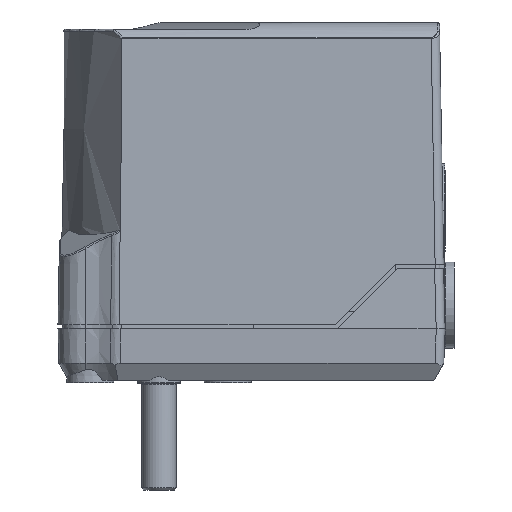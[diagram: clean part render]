
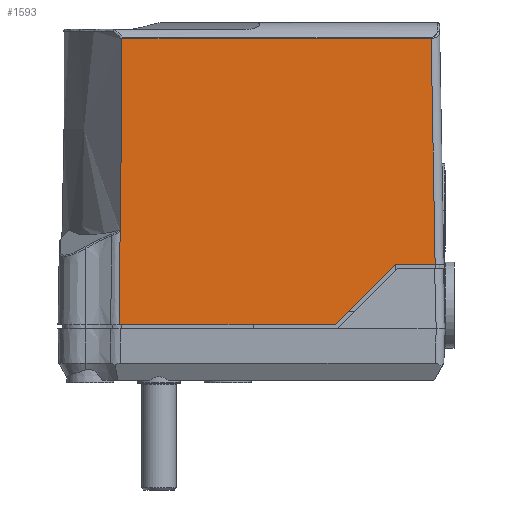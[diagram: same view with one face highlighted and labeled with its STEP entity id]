
A CAD part, left-side view. The second image highlights one B-rep face of the part: STEP entity #1593.
In plain terms, the highlighted planar face has unit normal (-1, 0, 0.018).
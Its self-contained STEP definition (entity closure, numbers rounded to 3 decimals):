
#1158=B_SPLINE_CURVE_WITH_KNOTS('',3,(#8678,#8679,#8680,#8681),.UNSPECIFIED.,
.F.,.F.,(4,4),(0.,1.),.UNSPECIFIED.);
#1167=B_SPLINE_CURVE_WITH_KNOTS('',3,(#8776,#8777,#8778,#8779),.UNSPECIFIED.,
.F.,.F.,(4,4),(0.,1.),.UNSPECIFIED.);
#1172=B_SPLINE_CURVE_WITH_KNOTS('',3,(#8893,#8894,#8895,#8896),.UNSPECIFIED.,
.F.,.F.,(4,4),(0.,1.),.UNSPECIFIED.);
#1593=ADVANCED_FACE('',(#2070),#1886,.F.);
#1886=PLANE('',#6233);
#2070=FACE_OUTER_BOUND('',#2373,.T.);
#2373=EDGE_LOOP('',(#2911,#2912,#2913,#2914,#2915,#2916,#2917,#2918,#2919));
#2911=ORIENTED_EDGE('',*,*,#4837,.T.);
#2912=ORIENTED_EDGE('',*,*,#4807,.T.);
#2913=ORIENTED_EDGE('',*,*,#4797,.T.);
#2914=ORIENTED_EDGE('',*,*,#4826,.T.);
#2915=ORIENTED_EDGE('',*,*,#4814,.T.);
#2916=ORIENTED_EDGE('',*,*,#4838,.T.);
#2917=ORIENTED_EDGE('',*,*,#4839,.T.);
#2918=ORIENTED_EDGE('',*,*,#4840,.T.);
#2919=ORIENTED_EDGE('',*,*,#4841,.T.);
#4293=VERTEX_POINT('',#8551);
#4294=VERTEX_POINT('',#8553);
#4302=VERTEX_POINT('',#8594);
#4305=VERTEX_POINT('',#8677);
#4306=VERTEX_POINT('',#8682);
#4320=VERTEX_POINT('',#8890);
#4321=VERTEX_POINT('',#8892);
#4322=VERTEX_POINT('',#8897);
#4323=VERTEX_POINT('',#8899);
#4797=EDGE_CURVE('',#4294,#4293,#5496,.T.);
#4807=EDGE_CURVE('',#4302,#4294,#5500,.T.);
#4814=EDGE_CURVE('',#4306,#4305,#1158,.T.);
#4826=EDGE_CURVE('',#4293,#4306,#1167,.T.);
#4837=EDGE_CURVE('',#4320,#4302,#5504,.T.);
#4838=EDGE_CURVE('',#4305,#4321,#5505,.T.);
#4839=EDGE_CURVE('',#4321,#4322,#1172,.T.);
#4840=EDGE_CURVE('',#4322,#4323,#5506,.T.);
#4841=EDGE_CURVE('',#4323,#4320,#5507,.T.);
#5496=LINE('',#8552,#5875);
#5500=LINE('',#8593,#5879);
#5504=LINE('',#8889,#5883);
#5505=LINE('',#8891,#5884);
#5506=LINE('',#8898,#5885);
#5507=LINE('',#8900,#5886);
#5875=VECTOR('',#6882,1.);
#5879=VECTOR('',#6900,1.);
#5883=VECTOR('',#6930,1.);
#5884=VECTOR('',#6931,1.);
#5885=VECTOR('',#6932,1.);
#5886=VECTOR('',#6933,1.);
#6233=AXIS2_PLACEMENT_3D('',#8901,#6934,#6935);
#6882=DIRECTION('',(0.,1.,0.));
#6900=DIRECTION('',(0.017,0.017,1.));
#6930=DIRECTION('',(0.,-1.,0.));
#6931=DIRECTION('',(-0.009,0.858,-0.513));
#6932=DIRECTION('',(0.,-1.,0.));
#6933=DIRECTION('',(0.012,-0.707,0.707));
#6934=DIRECTION('',(1.,0.,-0.017));
#6935=DIRECTION('',(-0.017,0.,-1.));
#8551=CARTESIAN_POINT('',(-31.839,8.607,79.533));
#8552=CARTESIAN_POINT('',(-31.839,8.634,79.533));
#8553=CARTESIAN_POINT('',(-31.839,-63.339,79.533));
#8593=CARTESIAN_POINT('',(-32.978,-64.478,14.284));
#8594=CARTESIAN_POINT('',(-32.756,-64.256,27.));
#8677=CARTESIAN_POINT('',(-32.623,8.946,34.575));
#8678=CARTESIAN_POINT('',(-31.841,8.636,79.373));
#8679=CARTESIAN_POINT('',(-32.102,8.74,64.441));
#8680=CARTESIAN_POINT('',(-32.363,8.843,49.508));
#8681=CARTESIAN_POINT('',(-32.623,8.946,34.575));
#8682=CARTESIAN_POINT('',(-31.841,8.636,79.373));
#8776=CARTESIAN_POINT('',(-31.839,8.607,79.533));
#8777=CARTESIAN_POINT('',(-31.84,8.628,79.483));
#8778=CARTESIAN_POINT('',(-31.841,8.636,79.427));
#8779=CARTESIAN_POINT('',(-31.841,8.636,79.373));
#8889=CARTESIAN_POINT('',(-32.756,9.094,27.));
#8890=CARTESIAN_POINT('',(-32.756,-55.066,27.));
#8891=CARTESIAN_POINT('',(-32.623,8.887,34.611));
#8892=CARTESIAN_POINT('',(-32.625,9.055,34.51));
#8893=CARTESIAN_POINT('',(-32.625,9.055,34.51));
#8894=CARTESIAN_POINT('',(-32.75,9.094,27.34));
#8895=CARTESIAN_POINT('',(-32.875,9.134,20.17));
#8896=CARTESIAN_POINT('',(-33.,9.174,13.));
#8897=CARTESIAN_POINT('',(-33.,9.174,13.));
#8898=CARTESIAN_POINT('',(-33.,9.094,13.));
#8899=CARTESIAN_POINT('',(-33.,-41.066,13.));
#8900=CARTESIAN_POINT('',(-33.438,-15.99,-12.076));
#8901=CARTESIAN_POINT('',(-33.,9.094,13.));
